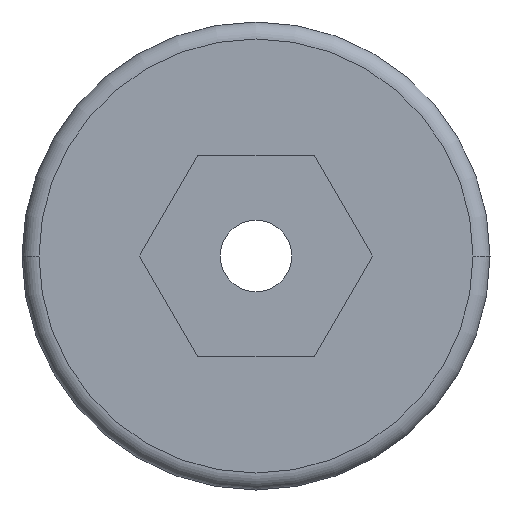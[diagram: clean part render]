
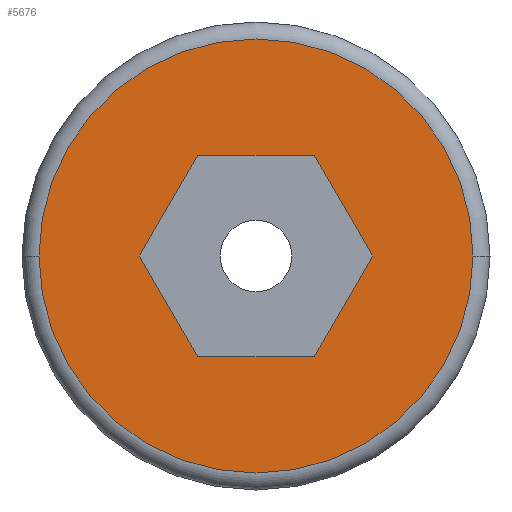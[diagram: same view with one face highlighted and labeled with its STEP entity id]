
A CAD part, left-side view. The second image highlights one B-rep face of the part: STEP entity #5676.
In plain terms, the highlighted planar face has unit normal (-1, 0, 0).
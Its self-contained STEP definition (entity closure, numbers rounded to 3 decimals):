
#2609=DIRECTION('',(0.,-0.5,0.866));
#2610=VECTOR('',#2609,1.744);
#2611=CARTESIAN_POINT('',(-3.91,1.744,0.));
#2612=LINE('',#2611,#2610);
#2613=DIRECTION('',(0.,0.5,0.866));
#2614=VECTOR('',#2613,1.744);
#2615=CARTESIAN_POINT('',(-3.91,0.872,-1.51));
#2616=LINE('',#2615,#2614);
#2617=DIRECTION('',(0.,1.,0.));
#2618=VECTOR('',#2617,1.744);
#2619=CARTESIAN_POINT('',(-3.91,-0.872,-1.51));
#2620=LINE('',#2619,#2618);
#2621=DIRECTION('',(0.,0.5,-0.866));
#2622=VECTOR('',#2621,1.744);
#2623=CARTESIAN_POINT('',(-3.91,-1.744,0.));
#2624=LINE('',#2623,#2622);
#2625=DIRECTION('',(0.,-0.5,-0.866));
#2626=VECTOR('',#2625,1.744);
#2627=CARTESIAN_POINT('',(-3.91,-0.872,1.51));
#2628=LINE('',#2627,#2626);
#2629=DIRECTION('',(0.,-1.,0.));
#2630=VECTOR('',#2629,1.744);
#2631=CARTESIAN_POINT('',(-3.91,0.872,1.51));
#2632=LINE('',#2631,#2630);
#2633=CARTESIAN_POINT('',(-3.91,0.,0.));
#2634=DIRECTION('',(-1.,0.,0.));
#2635=DIRECTION('',(0.,1.,0.));
#2636=AXIS2_PLACEMENT_3D('',#2633,#2634,#2635);
#2638=CARTESIAN_POINT('',(-3.91,0.,0.));
#2639=DIRECTION('',(-1.,0.,0.));
#2640=DIRECTION('',(0.,-1.,0.));
#2641=AXIS2_PLACEMENT_3D('',#2638,#2639,#2640);
#2848=CARTESIAN_POINT('',(-3.91,1.744,0.));
#2849=CARTESIAN_POINT('',(-3.91,0.872,1.51));
#2850=VERTEX_POINT('',#2848);
#2851=VERTEX_POINT('',#2849);
#2852=CARTESIAN_POINT('',(-3.91,-0.872,1.51));
#2853=VERTEX_POINT('',#2852);
#2854=CARTESIAN_POINT('',(-3.91,-1.744,0.));
#2855=VERTEX_POINT('',#2854);
#2856=CARTESIAN_POINT('',(-3.91,-0.872,-1.51));
#2857=VERTEX_POINT('',#2856);
#2858=CARTESIAN_POINT('',(-3.91,0.872,-1.51));
#2859=VERTEX_POINT('',#2858);
#2860=CARTESIAN_POINT('',(-3.91,3.246,0.));
#2861=CARTESIAN_POINT('',(-3.91,-3.246,0.));
#2862=VERTEX_POINT('',#2860);
#2863=VERTEX_POINT('',#2861);
#5652=CARTESIAN_POINT('',(-3.91,0.,0.));
#5653=DIRECTION('',(1.,0.,0.));
#5654=DIRECTION('',(0.,-1.,0.));
#5655=AXIS2_PLACEMENT_3D('',#5652,#5653,#5654);
#5656=PLANE('',#5655);
#5658=ORIENTED_EDGE('',*,*,#5657,.F.);
#5659=ORIENTED_EDGE('',*,*,#5642,.F.);
#5660=EDGE_LOOP('',(#5658,#5659));
#5661=FACE_OUTER_BOUND('',#5660,.F.);
#5663=ORIENTED_EDGE('',*,*,#5662,.F.);
#5665=ORIENTED_EDGE('',*,*,#5664,.F.);
#5667=ORIENTED_EDGE('',*,*,#5666,.F.);
#5669=ORIENTED_EDGE('',*,*,#5668,.F.);
#5671=ORIENTED_EDGE('',*,*,#5670,.F.);
#5673=ORIENTED_EDGE('',*,*,#5672,.F.);
#5674=EDGE_LOOP('',(#5663,#5665,#5667,#5669,#5671,#5673));
#5675=FACE_BOUND('',#5674,.F.);
#2637=CIRCLE('',#2636,3.246);
#2642=CIRCLE('',#2641,3.246);
#5642=EDGE_CURVE('',#2863,#2862,#2642,.T.);
#5657=EDGE_CURVE('',#2862,#2863,#2637,.T.);
#5662=EDGE_CURVE('',#2850,#2851,#2612,.T.);
#5664=EDGE_CURVE('',#2859,#2850,#2616,.T.);
#5666=EDGE_CURVE('',#2857,#2859,#2620,.T.);
#5668=EDGE_CURVE('',#2855,#2857,#2624,.T.);
#5670=EDGE_CURVE('',#2853,#2855,#2628,.T.);
#5672=EDGE_CURVE('',#2851,#2853,#2632,.T.);
#5676=ADVANCED_FACE('',(#5661,#5675),#5656,.F.);
